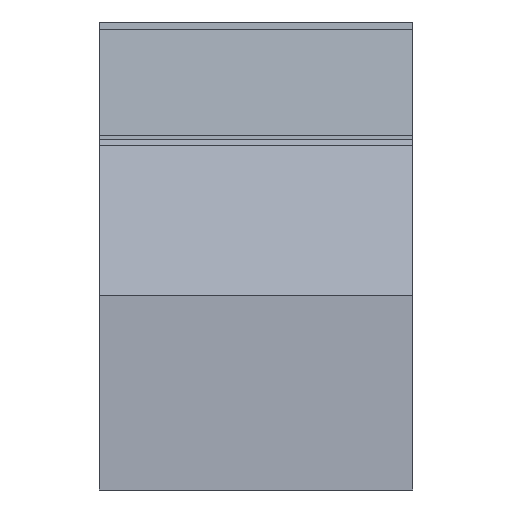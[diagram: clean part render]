
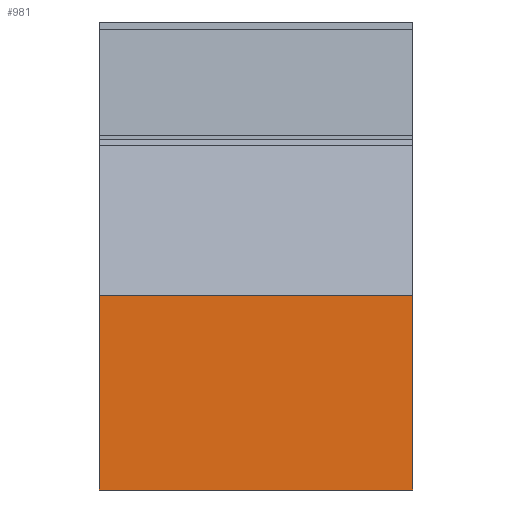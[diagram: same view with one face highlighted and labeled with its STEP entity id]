
A CAD part, left-side view. The second image highlights one B-rep face of the part: STEP entity #981.
In plain terms, the highlighted planar face has unit normal (-1, 0, 0.019).
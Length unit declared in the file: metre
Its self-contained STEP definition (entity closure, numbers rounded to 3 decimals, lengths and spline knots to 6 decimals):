
#201=ORIENTED_EDGE('',*,*,#389,.F.);
#202=ORIENTED_EDGE('',*,*,#388,.F.);
#203=ORIENTED_EDGE('',*,*,#390,.T.);
#204=ORIENTED_EDGE('',*,*,#391,.T.);
#388=EDGE_CURVE('',#510,#509,#624,.T.);
#389=EDGE_CURVE('',#509,#511,#625,.T.);
#390=EDGE_CURVE('',#510,#512,#626,.T.);
#391=EDGE_CURVE('',#512,#511,#627,.T.);
#509=VERTEX_POINT('',#1604);
#510=VERTEX_POINT('',#1606);
#511=VERTEX_POINT('',#1610);
#512=VERTEX_POINT('',#1612);
#624=LINE('',#1607,#748);
#625=LINE('',#1609,#749);
#626=LINE('',#1611,#750);
#627=LINE('',#1613,#751);
#748=VECTOR('',#1295,1.);
#749=VECTOR('',#1298,1.);
#750=VECTOR('',#1299,1.);
#751=VECTOR('',#1300,1.);
#821=EDGE_LOOP('',(#201,#202,#203,#204));
#878=FACE_BOUND('',#821,.T.);
#933=PLANE('',#1090);
#981=ADVANCED_FACE('',(#878),#933,.T.);
#1090=AXIS2_PLACEMENT_3D('',#1608,#1296,#1297);
#1295=DIRECTION('',(0.,-1.,0.));
#1296=DIRECTION('',(-1.,0.,0.02));
#1297=DIRECTION('',(0.02,0.,1.));
#1298=DIRECTION('',(-0.02,0.,-1.));
#1299=DIRECTION('',(-0.02,0.,-1.));
#1300=DIRECTION('',(0.,-1.,0.));
#1604=CARTESIAN_POINT('',(-0.067147,-0.0254,0.015756));
#1606=CARTESIAN_POINT('',(-0.067147,0.,0.015756));
#1607=CARTESIAN_POINT('',(-0.067147,0.,0.015756));
#1608=CARTESIAN_POINT('',(-0.067292,0.,0.008342));
#1609=CARTESIAN_POINT('',(-0.067292,-0.0254,0.008342));
#1610=CARTESIAN_POINT('',(-0.067455,-0.0254,0.));
#1611=CARTESIAN_POINT('',(-0.067292,0.,0.008342));
#1612=CARTESIAN_POINT('',(-0.067455,0.,0.));
#1613=CARTESIAN_POINT('',(-0.067455,0.,0.));
